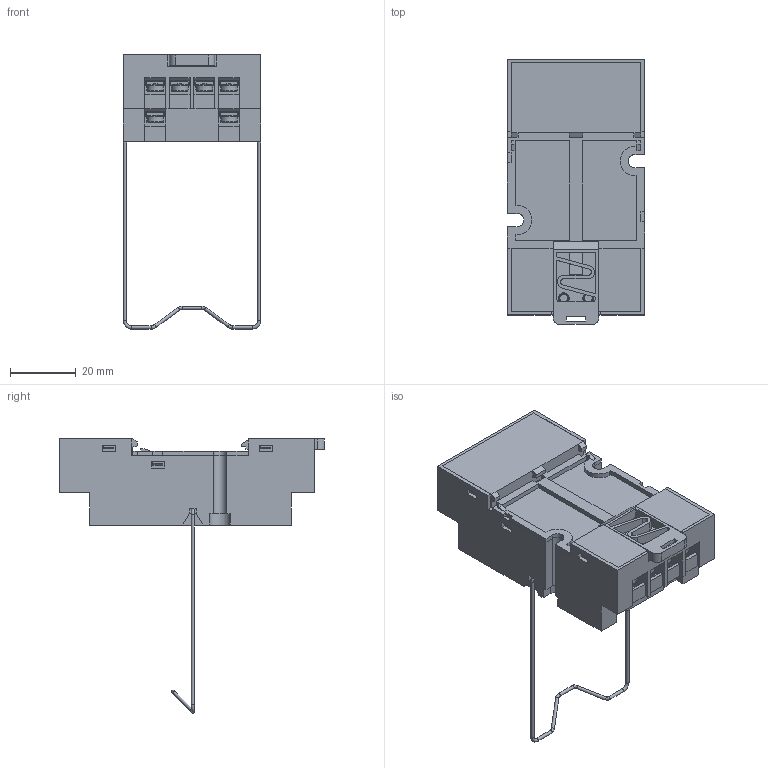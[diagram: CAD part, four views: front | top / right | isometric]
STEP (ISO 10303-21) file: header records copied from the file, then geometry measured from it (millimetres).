
FILE_DESCRIPTION (( 'STEP AP203' ), '1' );
FILE_NAME ('ÔÈÌÄ.687228.008 Ðîçåòêà ÊÑ-6.STEP', '2019-11-21T07:25:24', ( '' ), ( '' ), 'SwSTEP 2.0', 'SolidWorks 2017', '' );
FILE_SCHEMA (( 'CONFIG_CONTROL_DESIGN' ));
Length unit declared in the file: millimetre
Products named in the file (12): 埱昉.757536.002 砑鳧罻; 埱昉.731153.009 扻豵鵨; 埱昉.301612.001 鎔艜; ﾔﾈﾌﾄ.758493.001 ﾘ琺矜; ﾔﾈﾌﾄ.757461.022-01 ﾂ鏆鮏; ﾔﾈﾌﾄ.757461.023 ﾂ鏆鮏; ﾔﾈﾌﾄ.757461.022 ﾂ鏆鮏; ﾔﾈﾌﾄ.757461.023-01 ﾂ鏆鮏; 埱昉.758143.001 鎔艜; ÔÈÌÄ.753655.004 Ñêîáà ïðÿìàÿ; 匀棠.731153.010 署赅; ÔÈÌÄ.687228.008 Ðîçåòêà ÊÑ-6
Assembly tree (34 placements, depth 3):
  ÔÈÌÄ.687228.008 Ðîçåòêà ÊÑ-6
    埱昉.731153.009 扻豵鵨
    ﾔﾈﾌﾄ.757461.022 ﾂ鏆鮏  x3
    ﾔﾈﾌﾄ.757461.022-01 ﾂ鏆鮏  x3
    ﾔﾈﾌﾄ.757461.023-01 ﾂ鏆鮏  x4
    ﾔﾈﾌﾄ.757461.023 ﾂ鏆鮏  x4
    匀棠.731153.010 署赅
    埱昉.757536.002 砑鳧罻
    ÔÈÌÄ.753655.004 Ñêîáà ïðÿìàÿ
    埱昉.301612.001 鎔艜  x14
      埱昉.758143.001 鎔艜
      ﾔﾈﾌﾄ.758493.001 ﾘ琺矜
Bounding box: 42 x 80.9 x 83.71 mm (x, y, z)
Volume: 32277.4 mm3; surface area: 50930.9 mm2
Topology: 46 solids, 46 shells, 2687 faces, 7577 edges, 5004 vertices
Faces by surface type: plane 2058, cylinder 447, cone 140, torus 32, bspline 10
Full cylindrical faces by diameter (mm): 1 x9, 2.5 x14, 3 x14, 3.3 x2, 3.5 x14, 3.57 x14, 3.6 x14, 4.5 x14, 6.15 x14
Entity records: 45430 total; most frequent: CARTESIAN_POINT 8150, ORIENTED_EDGE 7648, DIRECTION 6752, EDGE_CURVE 3824, VECTOR 3508, LINE 3508, VERTEX_POINT 2560, AXIS2_PLACEMENT_3D 1622
